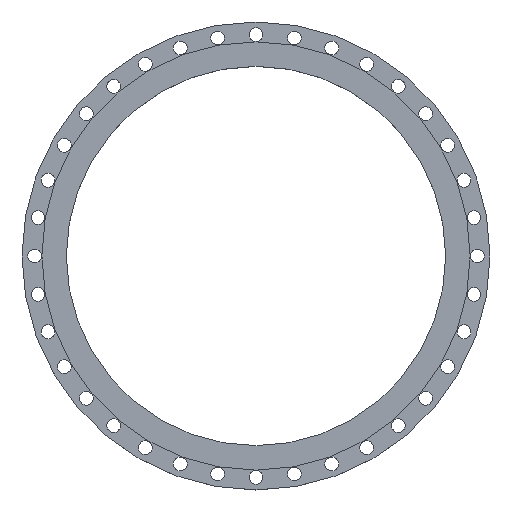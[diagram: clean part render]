
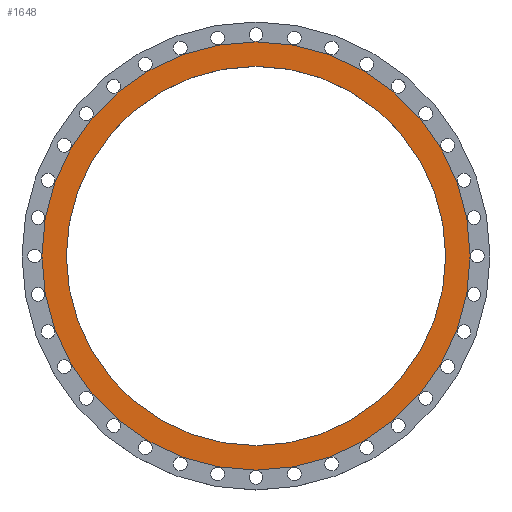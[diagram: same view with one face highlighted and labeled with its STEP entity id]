
A CAD part, top view. The second image highlights one B-rep face of the part: STEP entity #1648.
In plain terms, the highlighted planar face has unit normal (0, 0, 1).
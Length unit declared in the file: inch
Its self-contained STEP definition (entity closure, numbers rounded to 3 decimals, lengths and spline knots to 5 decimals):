
#80 = CARTESIAN_POINT ( 'NONE',  ( 15.5, 0., 0. ) ) ;
#141 = DIRECTION ( 'NONE',  ( 1., 0., 0. ) ) ;
#180 = VERTEX_POINT ( 'NONE', #791 ) ;
#192 = EDGE_CURVE ( 'NONE', #180, #2452, #3118, .T. ) ;
#311 = EDGE_CURVE ( 'NONE', #2481, #1116, #1871, .T. ) ;
#342 = ORIENTED_EDGE ( 'NONE', *, *, #192, .T. ) ;
#353 = AXIS2_PLACEMENT_3D ( 'NONE', #2835, #390, #141 ) ;
#359 = EDGE_CURVE ( 'NONE', #2452, #180, #1252, .T. ) ;
#390 = DIRECTION ( 'NONE',  ( 0., 0., 1. ) ) ;
#419 = AXIS2_PLACEMENT_3D ( 'NONE', #855, #1612, #1827 ) ;
#634 = CARTESIAN_POINT ( 'NONE',  ( 17.5, 0., 0. ) ) ;
#752 = EDGE_CURVE ( 'NONE', #1116, #2481, #1770, .T. ) ;
#791 = CARTESIAN_POINT ( 'NONE',  ( -17.5, 0., 0. ) ) ;
#838 = EDGE_LOOP ( 'NONE', ( #2322, #342 ) ) ;
#855 = CARTESIAN_POINT ( 'NONE',  ( 0., 15.5, 0. ) ) ;
#859 = CARTESIAN_POINT ( 'NONE',  ( 0., 0., 0. ) ) ;
#903 = AXIS2_PLACEMENT_3D ( 'NONE', #859, #1337, #2323 ) ;
#970 = CARTESIAN_POINT ( 'NONE',  ( 0., 0., 0. ) ) ;
#1116 = VERTEX_POINT ( 'NONE', #2355 ) ;
#1252 = CIRCLE ( 'NONE', #353, 17.5 ) ;
#1337 = DIRECTION ( 'NONE',  ( 0., 0., 1. ) ) ;
#1521 = DIRECTION ( 'NONE',  ( 1., 0., 0. ) ) ;
#1612 = DIRECTION ( 'NONE',  ( 0., 0., -1. ) ) ;
#1648 = ADVANCED_FACE ( 'NONE', ( #2606, #3097 ), #1857, .F. ) ;
#1654 = ORIENTED_EDGE ( 'NONE', *, *, #311, .F. ) ;
#1744 = CARTESIAN_POINT ( 'NONE',  ( 0., 0., 0. ) ) ;
#1770 = CIRCLE ( 'NONE', #2623, 15.5 ) ;
#1827 = DIRECTION ( 'NONE',  ( -1., 0., 0. ) ) ;
#1840 = ORIENTED_EDGE ( 'NONE', *, *, #752, .F. ) ;
#1857 = PLANE ( 'NONE',  #419 ) ;
#1871 = CIRCLE ( 'NONE', #903, 15.5 ) ;
#2026 = AXIS2_PLACEMENT_3D ( 'NONE', #1744, #2765, #1521 ) ;
#2321 = EDGE_LOOP ( 'NONE', ( #1654, #1840 ) ) ;
#2322 = ORIENTED_EDGE ( 'NONE', *, *, #359, .T. ) ;
#2323 = DIRECTION ( 'NONE',  ( 1., 0., 0. ) ) ;
#2355 = CARTESIAN_POINT ( 'NONE',  ( -15.5, 0., 0. ) ) ;
#2452 = VERTEX_POINT ( 'NONE', #634 ) ;
#2481 = VERTEX_POINT ( 'NONE', #80 ) ;
#2606 = FACE_BOUND ( 'NONE', #2321, .T. ) ;
#2623 = AXIS2_PLACEMENT_3D ( 'NONE', #970, #2947, #2708 ) ;
#2708 = DIRECTION ( 'NONE',  ( 1., 0., 0. ) ) ;
#2765 = DIRECTION ( 'NONE',  ( 0., 0., 1. ) ) ;
#2835 = CARTESIAN_POINT ( 'NONE',  ( 0., 0., 0. ) ) ;
#2947 = DIRECTION ( 'NONE',  ( 0., 0., 1. ) ) ;
#3097 = FACE_OUTER_BOUND ( 'NONE', #838, .T. ) ;
#3118 = CIRCLE ( 'NONE', #2026, 17.5 ) ;
